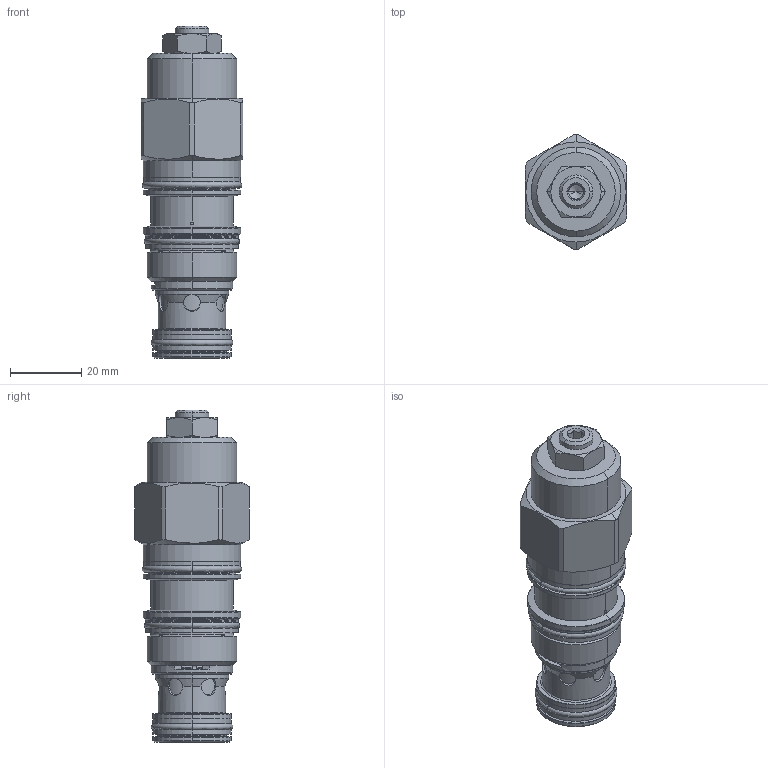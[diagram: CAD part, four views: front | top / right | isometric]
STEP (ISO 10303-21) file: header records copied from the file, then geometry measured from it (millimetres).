
FILE_DESCRIPTION((''),'2;1');
FILE_NAME('CBEALHN_SW','2022-08-09T09:15:25',('SigMax'),(''),'CREO PARAMETRIC BY PTC INC, 2021072','CREO PARAMETRIC BY PTC INC, 2021072','');
FILE_SCHEMA(('AUTOMOTIVE_DESIGN { 1 0 10303 214 1 1 1 1 }'));
Length unit declared in the file: inch
Products named in the file (1): CBEALHN_SW
Bounding box: 28.57 x 32.21 x 93.42 mm (x, y, z)
Volume: 43384.7 mm3; surface area: 15414.6 mm2
Topology: 5 solids, 5 shells, 302 faces, 700 edges, 427 vertices
Faces by surface type: cylinder 118, torus 65, plane 57, cone 50, revolution 12
Entity records: 12779 total; most frequent: CARTESIAN_POINT 3592, DIRECTION 1533, ORIENTED_EDGE 1396, EDGE_CURVE 698, AXIS2_PLACEMENT_3D 667, VERTEX_POINT 427, CIRCLE 377, EDGE_LOOP 333
